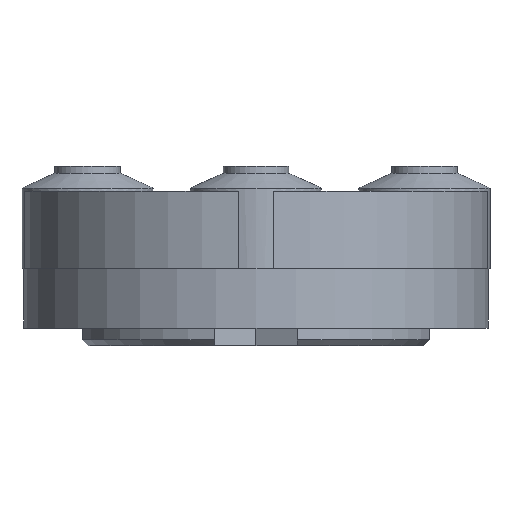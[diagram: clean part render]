
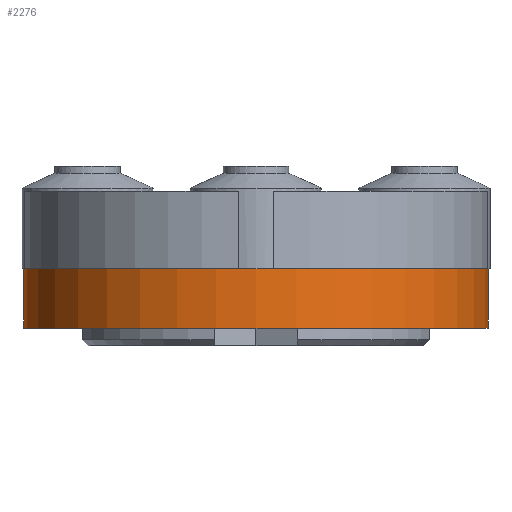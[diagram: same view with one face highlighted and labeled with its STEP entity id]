
A CAD part, front view. The second image highlights one B-rep face of the part: STEP entity #2276.
In plain terms, the highlighted cylindrical face has radius 39 mm (diameter 78 mm), a full revolution.
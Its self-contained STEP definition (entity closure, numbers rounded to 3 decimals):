
#294=LINE('',#3553,#496);
#496=VECTOR('',#2851,39.);
#698=CYLINDRICAL_SURFACE('',#2516,39.);
#745=FACE_OUTER_BOUND('',#875,.T.);
#875=EDGE_LOOP('',(#1695,#1696,#1697,#1698));
#1035=CIRCLE('',#2515,39.);
#1036=CIRCLE('',#2517,39.);
#1135=VERTEX_POINT('',#3548);
#1136=VERTEX_POINT('',#3551);
#1352=EDGE_CURVE('',#1135,#1135,#1035,.T.);
#1353=EDGE_CURVE('',#1136,#1136,#1036,.T.);
#1354=EDGE_CURVE('',#1136,#1135,#294,.T.);
#1695=ORIENTED_EDGE('',*,*,#1353,.F.);
#1696=ORIENTED_EDGE('',*,*,#1354,.T.);
#1697=ORIENTED_EDGE('',*,*,#1352,.T.);
#1698=ORIENTED_EDGE('',*,*,#1354,.F.);
#2276=ADVANCED_FACE('',(#745),#698,.T.);
#2515=AXIS2_PLACEMENT_3D('',#3549,#2845,#2846);
#2516=AXIS2_PLACEMENT_3D('',#3550,#2847,#2848);
#2517=AXIS2_PLACEMENT_3D('',#3552,#2849,#2850);
#2845=DIRECTION('center_axis',(1.,0.,0.));
#2846=DIRECTION('ref_axis',(0.,0.,-1.));
#2847=DIRECTION('center_axis',(1.,0.,0.));
#2848=DIRECTION('ref_axis',(0.,1.,0.));
#2849=DIRECTION('center_axis',(1.,0.,0.));
#2850=DIRECTION('ref_axis',(0.,0.,-1.));
#2851=DIRECTION('',(-1.,0.,0.));
#3548=CARTESIAN_POINT('',(-5.,-39.,0.));
#3549=CARTESIAN_POINT('Origin',(-5.,0.,0.));
#3550=CARTESIAN_POINT('Origin',(0.,0.,0.));
#3551=CARTESIAN_POINT('',(5.,-39.,0.));
#3552=CARTESIAN_POINT('Origin',(5.,0.,0.));
#3553=CARTESIAN_POINT('',(0.,-39.,0.));
